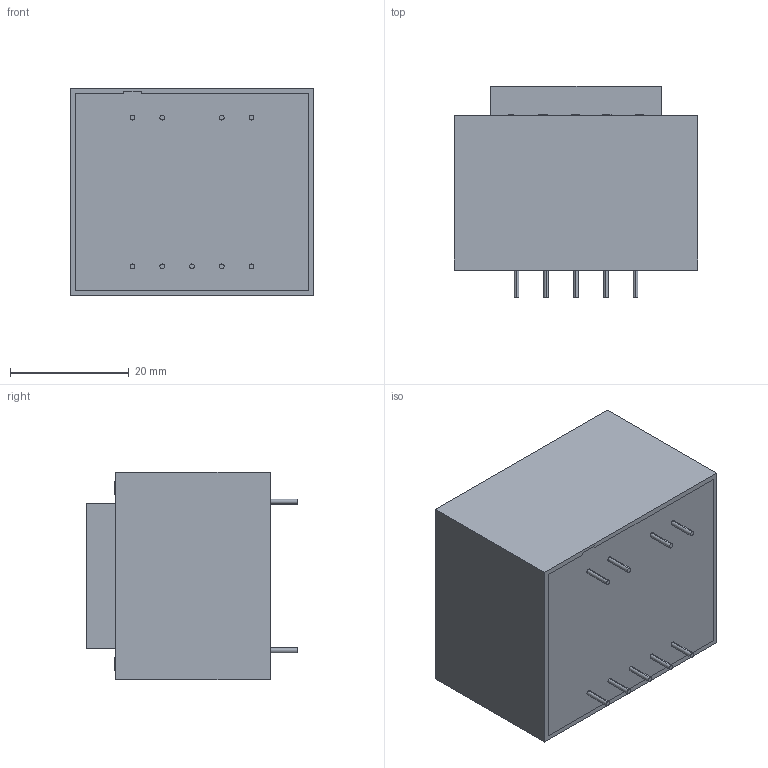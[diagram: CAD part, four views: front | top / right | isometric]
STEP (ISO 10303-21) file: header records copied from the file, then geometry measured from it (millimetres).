
FILE_DESCRIPTION (( 'STEP AP214' ), '1' );
FILE_NAME ('807716.STEP', '2023-11-06T13:44:42', ( '' ), ( '' ), 'SwSTEP 2.0', 'SolidWorks 2022', '' );
FILE_SCHEMA (( 'AUTOMOTIVE_DESIGN' ));
Length unit declared in the file: millimetre
Products named in the file (1): 807716
Bounding box: 40.9 x 35.5 x 34.9 mm (x, y, z)
Volume: 40554.2 mm3; surface area: 7430.5 mm2
Topology: 1 solids, 1 shells, 194 faces, 500 edges, 336 vertices
Faces by surface type: bspline 93, plane 83, cylinder 18
Entity records: 6434 total; most frequent: CARTESIAN_POINT 2258, ORIENTED_EDGE 1000, DIRECTION 554, EDGE_CURVE 500, VERTEX_POINT 336, LINE 278, VECTOR 278, EDGE_LOOP 222
